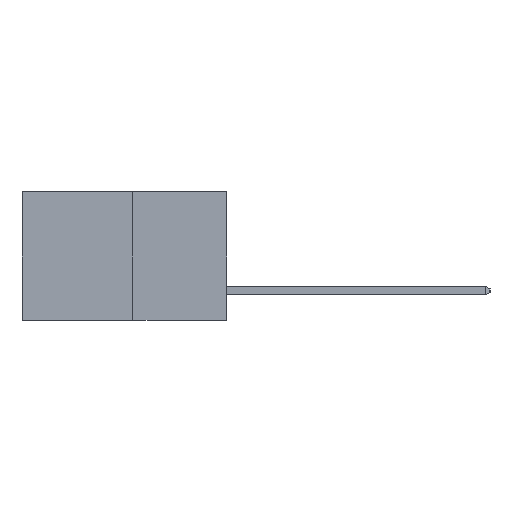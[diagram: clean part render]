
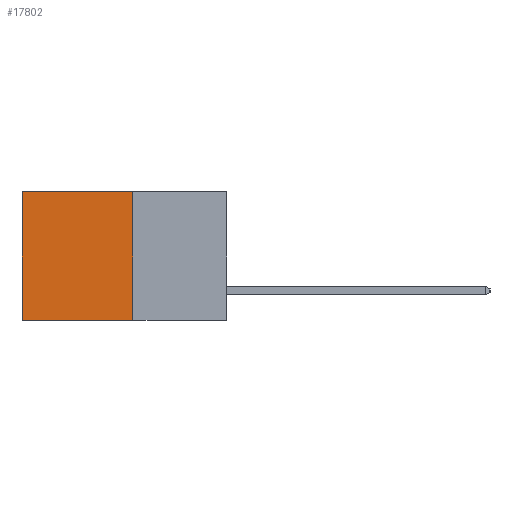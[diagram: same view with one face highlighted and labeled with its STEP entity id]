
A CAD part, left-side view. The second image highlights one B-rep face of the part: STEP entity #17802.
In plain terms, the highlighted planar face has unit normal (-1, 0, 0).
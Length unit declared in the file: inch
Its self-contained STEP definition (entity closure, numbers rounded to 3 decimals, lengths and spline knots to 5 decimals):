
#63 = CARTESIAN_POINT ( 'NONE',  ( 0.277, 0.27, -0.37 ) ) ;
#1083 = VECTOR ( 'NONE', #4042, 39.37008 ) ;
#1098 = ORIENTED_EDGE ( 'NONE', *, *, #5070, .F. ) ;
#1316 = ORIENTED_EDGE ( 'NONE', *, *, #16051, .T. ) ;
#1646 = LINE ( 'NONE', #4116, #1083 ) ;
#2349 = VERTEX_POINT ( 'NONE', #7906 ) ;
#3502 = VERTEX_POINT ( 'NONE', #5760 ) ;
#3585 = CARTESIAN_POINT ( 'NONE',  ( 0.277, 0.59, -0.37 ) ) ;
#4042 = DIRECTION ( 'NONE',  ( 0., 1., 0. ) ) ;
#4116 = CARTESIAN_POINT ( 'NONE',  ( 0.277, 0.27, -0.37 ) ) ;
#4872 = DIRECTION ( 'NONE',  ( 0., 1., 0. ) ) ;
#5070 = EDGE_CURVE ( 'NONE', #2349, #14713, #11344, .T. ) ;
#5146 = EDGE_CURVE ( 'NONE', #14713, #16143, #1646, .T. ) ;
#5223 = DIRECTION ( 'NONE',  ( 0., 0., -1. ) ) ;
#5228 = DIRECTION ( 'NONE',  ( 0., 0., -1. ) ) ;
#5309 = CARTESIAN_POINT ( 'NONE',  ( 0.277, 0.27, -0.37 ) ) ;
#5518 = DIRECTION ( 'NONE',  ( 1., 0., 0. ) ) ;
#5760 = CARTESIAN_POINT ( 'NONE',  ( 0.277, 0.59, 0. ) ) ;
#7906 = CARTESIAN_POINT ( 'NONE',  ( 0.277, 0.27, 0. ) ) ;
#10083 = ORIENTED_EDGE ( 'NONE', *, *, #20568, .T. ) ;
#10309 = CARTESIAN_POINT ( 'NONE',  ( 0.277, 0.27, -0.37 ) ) ;
#11344 = LINE ( 'NONE', #5309, #19704 ) ;
#12927 = CARTESIAN_POINT ( 'NONE',  ( 0.277, 0.27, 0. ) ) ;
#13477 = CARTESIAN_POINT ( 'NONE',  ( 0.277, 0.59, -0.37 ) ) ;
#13910 = VECTOR ( 'NONE', #4872, 39.37008 ) ;
#14084 = ORIENTED_EDGE ( 'NONE', *, *, #5146, .F. ) ;
#14418 = LINE ( 'NONE', #12927, #13910 ) ;
#14713 = VERTEX_POINT ( 'NONE', #63 ) ;
#15111 = PLANE ( 'NONE',  #15910 ) ;
#15910 = AXIS2_PLACEMENT_3D ( 'NONE', #10309, #5518, #16698 ) ;
#16051 = EDGE_CURVE ( 'NONE', #3502, #16143, #18500, .T. ) ;
#16143 = VERTEX_POINT ( 'NONE', #13477 ) ;
#16698 = DIRECTION ( 'NONE',  ( 0., 0., -1. ) ) ;
#17802 = ADVANCED_FACE ( 'NONE', ( #20113 ), #15111, .F. ) ;
#18000 = VECTOR ( 'NONE', #5228, 39.37008 ) ;
#18500 = LINE ( 'NONE', #3585, #18000 ) ;
#19611 = EDGE_LOOP ( 'NONE', ( #1316, #14084, #1098, #10083 ) ) ;
#19704 = VECTOR ( 'NONE', #5223, 39.37008 ) ;
#20113 = FACE_OUTER_BOUND ( 'NONE', #19611, .T. ) ;
#20568 = EDGE_CURVE ( 'NONE', #2349, #3502, #14418, .T. ) ;
